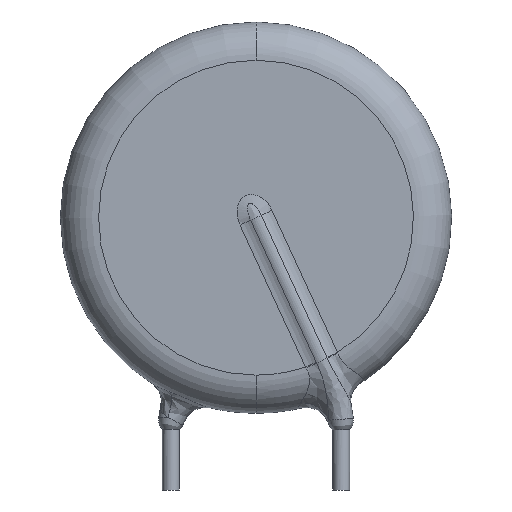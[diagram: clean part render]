
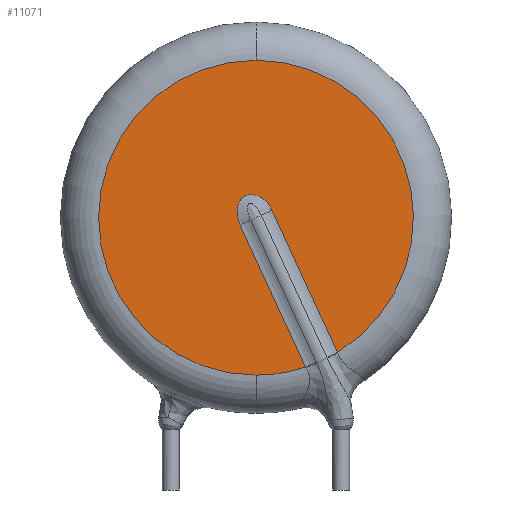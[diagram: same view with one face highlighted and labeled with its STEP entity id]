
A CAD part, front view. The second image highlights one B-rep face of the part: STEP entity #11071.
In plain terms, the highlighted planar face has unit normal (0, -1, 0).
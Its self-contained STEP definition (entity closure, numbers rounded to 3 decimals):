
#74 = CARTESIAN_POINT ( 'NONE',  ( 0.936, -2.25, 12.932 ) ) ;
#880 = CARTESIAN_POINT ( 'NONE',  ( -1.004, -2.25, 12.215 ) ) ;
#1050 = FACE_OUTER_BOUND ( 'NONE', #7561, .T. ) ;
#1098 = LINE ( 'NONE', #74, #4842 ) ;
#1331 = CARTESIAN_POINT ( 'NONE',  ( 0., -2.25, 21.75 ) ) ;
#1469 = CARTESIAN_POINT ( 'NONE',  ( 0., -2.25, 3.25 ) ) ;
#1767 = AXIS2_PLACEMENT_3D ( 'NONE', #4346, #9450, #5541 ) ;
#2079 = CARTESIAN_POINT ( 'NONE',  ( 0.035, -2.25, 13.817 ) ) ;
#2236 = CARTESIAN_POINT ( 'NONE',  ( -0.044, -2.25, 13.84 ) ) ;
#2735 = VERTEX_POINT ( 'NONE', #1469 ) ;
#3156 = CARTESIAN_POINT ( 'NONE',  ( -0.913, -2.25, 13.538 ) ) ;
#3304 = EDGE_CURVE ( 'NONE', #11124, #15006, #1098, .T. ) ;
#3910 = DIRECTION ( 'NONE',  ( 0., 1., 0. ) ) ;
#4346 = CARTESIAN_POINT ( 'NONE',  ( 0., -2.25, 12.5 ) ) ;
#4393 = CARTESIAN_POINT ( 'NONE',  ( -1.054, -2.25, 12.368 ) ) ;
#4560 = ORIENTED_EDGE ( 'NONE', *, *, #12108, .F. ) ;
#4638 = CARTESIAN_POINT ( 'NONE',  ( -0.455, -2.25, 13.86 ) ) ;
#4727 = CARTESIAN_POINT ( 'NONE',  ( -0.743, -2.25, 13.711 ) ) ;
#4842 = VECTOR ( 'NONE', #11627, 1000. ) ;
#4883 = DIRECTION ( 'NONE',  ( 0., 0., 1. ) ) ;
#5388 = ORIENTED_EDGE ( 'NONE', *, *, #3304, .T. ) ;
#5541 = DIRECTION ( 'NONE',  ( 0., 0., 1. ) ) ;
#5547 = VECTOR ( 'NONE', #6222, 1000. ) ;
#5741 = CARTESIAN_POINT ( 'NONE',  ( -0.862, -2.25, 13.601 ) ) ;
#5828 = CARTESIAN_POINT ( 'NONE',  ( -1.124, -2.25, 12.849 ) ) ;
#5944 = CARTESIAN_POINT ( 'NONE',  ( 0., -2.25, 12.5 ) ) ;
#6066 = CARTESIAN_POINT ( 'NONE',  ( 0., -2.25, 12.5 ) ) ;
#6075 = CARTESIAN_POINT ( 'NONE',  ( 0.799, -2.25, 13.228 ) ) ;
#6222 = DIRECTION ( 'NONE',  ( -0.42, 0., 0.908 ) ) ;
#6641 = CARTESIAN_POINT ( 'NONE',  ( 2.921, -2.25, 3.723 ) ) ;
#7172 = CARTESIAN_POINT ( 'NONE',  ( 0.936, -2.25, 12.932 ) ) ;
#7329 = CARTESIAN_POINT ( 'NONE',  ( 0.595, -2.25, 13.493 ) ) ;
#7408 = DIRECTION ( 'NONE',  ( 0., 1., 0. ) ) ;
#7560 = DIRECTION ( 'NONE',  ( 0., 1., 0. ) ) ;
#7561 = EDGE_LOOP ( 'NONE', ( #4560, #9075, #16030, #5388, #9481, #14584 ) ) ;
#7639 = LINE ( 'NONE', #8805, #5547 ) ;
#8174 = EDGE_CURVE ( 'NONE', #9437, #15349, #7639, .T. ) ;
#8578 = CARTESIAN_POINT ( 'NONE',  ( -0.285, -2.25, 13.878 ) ) ;
#8688 = CIRCLE ( 'NONE', #1767, 9.25 ) ;
#8805 = CARTESIAN_POINT ( 'NONE',  ( -0.936, -2.25, 12.068 ) ) ;
#8910 = DIRECTION ( 'NONE',  ( 0., 0., 1. ) ) ;
#9075 = ORIENTED_EDGE ( 'NONE', *, *, #8174, .T. ) ;
#9224 = AXIS2_PLACEMENT_3D ( 'NONE', #6066, #7408, #13850 ) ;
#9437 = VERTEX_POINT ( 'NONE', #6641 ) ;
#9450 = DIRECTION ( 'NONE',  ( 0., 1., 0. ) ) ;
#9481 = ORIENTED_EDGE ( 'NONE', *, *, #15682, .F. ) ;
#9500 = CARTESIAN_POINT ( 'NONE',  ( 0.185, -2.25, 13.756 ) ) ;
#9753 = CARTESIAN_POINT ( 'NONE',  ( -0.936, -2.25, 12.068 ) ) ;
#9836 = CARTESIAN_POINT ( 'NONE',  ( -0.675, -2.25, 13.757 ) ) ;
#9979 = CARTESIAN_POINT ( 'NONE',  ( 0.936, -2.25, 12.932 ) ) ;
#10658 = CARTESIAN_POINT ( 'NONE',  ( -0.936, -2.25, 12.068 ) ) ;
#10909 = CIRCLE ( 'NONE', #9224, 9.25 ) ;
#11071 = ADVANCED_FACE ( 'NONE', ( #1050 ), #11087, .F. ) ;
#11087 = PLANE ( 'NONE',  #15669 ) ;
#11103 = CARTESIAN_POINT ( 'NONE',  ( -1.115, -2.25, 12.687 ) ) ;
#11124 = VERTEX_POINT ( 'NONE', #9979 ) ;
#11627 = DIRECTION ( 'NONE',  ( 0.42, 0., -0.908 ) ) ;
#12108 = EDGE_CURVE ( 'NONE', #9437, #2735, #10909, .T. ) ;
#12174 = CARTESIAN_POINT ( 'NONE',  ( 4.792, -2.25, 4.588 ) ) ;
#12436 = CARTESIAN_POINT ( 'NONE',  ( 0.256, -2.25, 13.717 ) ) ;
#12488 = EDGE_CURVE ( 'NONE', #2735, #13883, #8688, .T. ) ;
#13512 = CARTESIAN_POINT ( 'NONE',  ( -1.087, -2.25, 13.168 ) ) ;
#13606 = CARTESIAN_POINT ( 'NONE',  ( -1.04, -2.25, 13.327 ) ) ;
#13846 = CARTESIAN_POINT ( 'NONE',  ( 0., -2.25, 12.5 ) ) ;
#13850 = DIRECTION ( 'NONE',  ( 0., 0., 1. ) ) ;
#13883 = VERTEX_POINT ( 'NONE', #1331 ) ;
#13983 = B_SPLINE_CURVE_WITH_KNOTS ( 'NONE', 3,
 ( #9753, #880, #4393, #11103, #5828, #13512, #13606, #3156, #5741, #4727, #9836, #4638, #8578, #2236, #2079, #9500, #12436, #7329, #6075, #7172 ),
 .UNSPECIFIED., .F., .F.,
 ( 4, 2, 2, 2, 2, 2, 2, 2, 2, 4 ),
 ( 0., 0., 0.001, 0.001, 0.002, 0.002, 0.002, 0.003, 0.003, 0.004 ),
 .UNSPECIFIED. ) ;
#14305 = AXIS2_PLACEMENT_3D ( 'NONE', #5944, #3910, #8910 ) ;
#14584 = ORIENTED_EDGE ( 'NONE', *, *, #12488, .F. ) ;
#14617 = EDGE_CURVE ( 'NONE', #15349, #11124, #13983, .T. ) ;
#15006 = VERTEX_POINT ( 'NONE', #12174 ) ;
#15349 = VERTEX_POINT ( 'NONE', #10658 ) ;
#15669 = AXIS2_PLACEMENT_3D ( 'NONE', #13846, #7560, #4883 ) ;
#15682 = EDGE_CURVE ( 'NONE', #13883, #15006, #16140, .T. ) ;
#16030 = ORIENTED_EDGE ( 'NONE', *, *, #14617, .T. ) ;
#16140 = CIRCLE ( 'NONE', #14305, 9.25 ) ;
